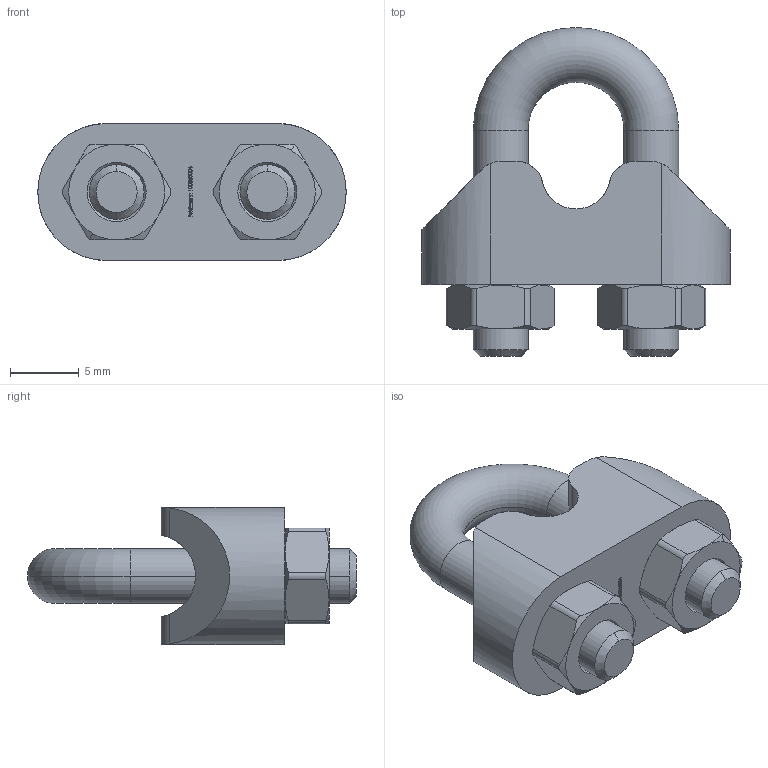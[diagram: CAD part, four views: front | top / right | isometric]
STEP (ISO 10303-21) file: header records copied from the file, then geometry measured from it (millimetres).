
FILE_DESCRIPTION (( 'STEP AP203' ), '1' );
FILE_NAME ('100060004.step', '2019-09-19T13:45:41', ( '' ), ( '' ), 'SwSTEP 2.0', 'SolidWorks 2015', '' );
FILE_SCHEMA (( 'CONFIG_CONTROL_DESIGN' ));
Length unit declared in the file: millimetre
Products named in the file (4): 10006000X Teil2_100060004 Teil2; 10006000X Teil1_100060004 Teil1; DIN 934 M4-M20_58321-240-4; 100060004
Assembly tree (4 placements, depth 2):
  100060004
    10006000X Teil2_100060004 Teil2
    10006000X Teil1_100060004 Teil1
    DIN 934 M4-M20_58321-240-4  x2
Bounding box: 22.5 x 24 x 10 mm (x, y, z)
Volume: 2026.2 mm3; surface area: 1966.3 mm2
Topology: 4 solids, 4 shells, 321 faces, 819 edges, 534 vertices
Faces by surface type: plane 131, bspline 111, cone 40, cylinder 37, torus 2
Entity records: 16477 total; most frequent: CARTESIAN_POINT 9870, ORIENTED_EDGE 1478, DIRECTION 879, EDGE_CURVE 739, VERTEX_POINT 486, LINE 401, VECTOR 401, EDGE_LOOP 321
